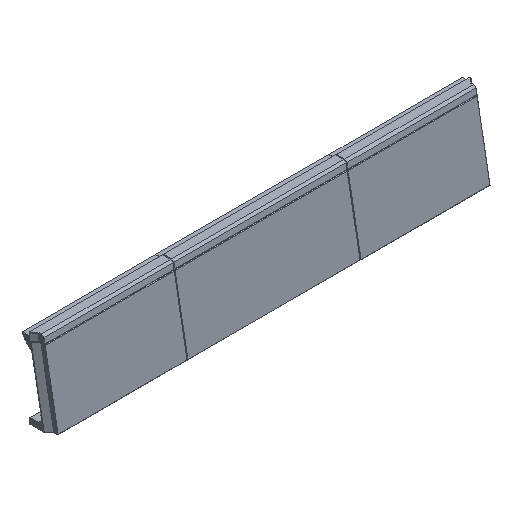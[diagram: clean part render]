
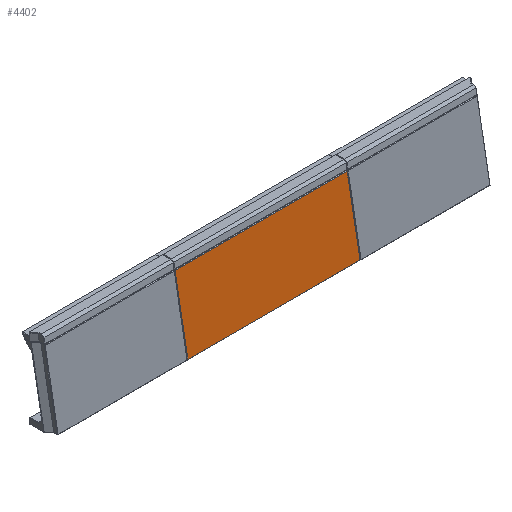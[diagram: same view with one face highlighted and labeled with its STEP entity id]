
A CAD part, isometric view. The second image highlights one B-rep face of the part: STEP entity #4402.
In plain terms, the highlighted planar face has unit normal (0, -0.984, 0.179).
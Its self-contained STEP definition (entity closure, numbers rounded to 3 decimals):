
#318=FACE_OUTER_BOUND('',#598,.T.);
#598=EDGE_LOOP('',(#3068,#3069,#3070,#3071,#3072,#3073,#3074));
#913=LINE('',#6561,#1436);
#919=LINE('',#6572,#1442);
#920=LINE('',#6575,#1443);
#923=LINE('',#6579,#1446);
#930=LINE('',#6600,#1453);
#932=LINE('',#6603,#1455);
#933=LINE('',#6604,#1456);
#1436=VECTOR('',#5236,10.);
#1442=VECTOR('',#5246,10.);
#1443=VECTOR('',#5249,10.);
#1446=VECTOR('',#5254,10.);
#1453=VECTOR('',#5275,10.);
#1455=VECTOR('',#5279,10.);
#1456=VECTOR('',#5280,10.);
#1951=VERTEX_POINT('',#6555);
#1953=VERTEX_POINT('',#6559);
#1955=VERTEX_POINT('',#6568);
#1956=VERTEX_POINT('',#6570);
#1957=VERTEX_POINT('',#6574);
#1963=VERTEX_POINT('',#6597);
#1964=VERTEX_POINT('',#6599);
#2358=EDGE_CURVE('',#1953,#1951,#913,.T.);
#2364=EDGE_CURVE('',#1956,#1955,#919,.T.);
#2365=EDGE_CURVE('',#1957,#1953,#920,.T.);
#2368=EDGE_CURVE('',#1955,#1957,#923,.T.);
#2378=EDGE_CURVE('',#1963,#1964,#930,.T.);
#2380=EDGE_CURVE('',#1951,#1963,#932,.T.);
#2381=EDGE_CURVE('',#1964,#1956,#933,.T.);
#3068=ORIENTED_EDGE('',*,*,#2380,.F.);
#3069=ORIENTED_EDGE('',*,*,#2358,.F.);
#3070=ORIENTED_EDGE('',*,*,#2365,.F.);
#3071=ORIENTED_EDGE('',*,*,#2368,.F.);
#3072=ORIENTED_EDGE('',*,*,#2364,.F.);
#3073=ORIENTED_EDGE('',*,*,#2381,.F.);
#3074=ORIENTED_EDGE('',*,*,#2378,.F.);
#4200=PLANE('',#4765);
#4402=ADVANCED_FACE('',(#318),#4200,.F.);
#4765=AXIS2_PLACEMENT_3D('',#6602,#5277,#5278);
#5236=DIRECTION('',(0.,0.179,0.984));
#5246=DIRECTION('',(-0.701,-0.128,-0.701));
#5249=DIRECTION('',(-0.701,0.128,0.701));
#5254=DIRECTION('',(-1.,0.,0.));
#5275=DIRECTION('',(1.,0.,0.));
#5277=DIRECTION('center_axis',(0.,0.984,-0.179));
#5278=DIRECTION('ref_axis',(0.,0.179,0.984));
#5279=DIRECTION('',(0.,0.179,0.984));
#5280=DIRECTION('',(0.,-0.179,-0.984));
#6555=CARTESIAN_POINT('',(-72.58,-249.395,10.087));
#6559=CARTESIAN_POINT('',(-72.58,-250.202,5.648));
#6561=CARTESIAN_POINT('',(-72.58,-249.579,9.073));
#6568=CARTESIAN_POINT('',(72.424,-250.232,5.481));
#6570=CARTESIAN_POINT('',(72.591,-250.202,5.648));
#6572=CARTESIAN_POINT('',(-7.055,-264.683,-73.998));
#6574=CARTESIAN_POINT('',(-72.413,-250.232,5.481));
#6575=CARTESIAN_POINT('',(-126.736,-240.355,59.804));
#6579=CARTESIAN_POINT('',(-146.035,-250.232,5.481));
#6597=CARTESIAN_POINT('',(-72.58,-239.375,65.193));
#6599=CARTESIAN_POINT('',(72.591,-239.375,65.193));
#6600=CARTESIAN_POINT('',(-146.035,-239.375,65.193));
#6602=CARTESIAN_POINT('Origin',(-292.076,-250.122,6.087));
#6603=CARTESIAN_POINT('',(-72.58,-249.579,9.073));
#6604=CARTESIAN_POINT('',(72.591,-245.329,32.449));
